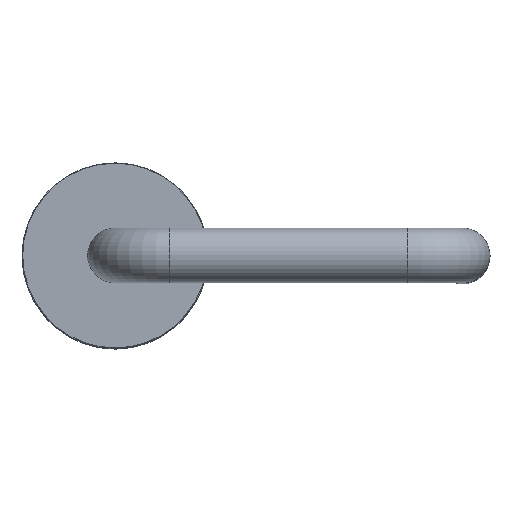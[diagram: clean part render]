
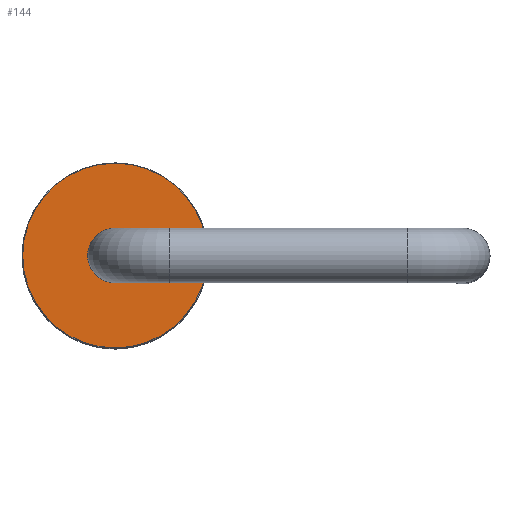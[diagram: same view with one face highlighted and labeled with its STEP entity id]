
A CAD part, top view. The second image highlights one B-rep face of the part: STEP entity #144.
In plain terms, the highlighted planar face has unit normal (0, 0, 1).
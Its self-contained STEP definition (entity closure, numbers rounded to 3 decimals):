
#26=DIRECTION('',(0.,0.,1.));
#27=DIRECTION('',(1.,0.,0.));
#61=DIRECTION('',(0.,0.,-1.));
#77=DIRECTION('',(1.,0.,0.));
#81=CARTESIAN_POINT('',(1.35,0.,5.7));
#87=AXIS2_PLACEMENT_3D('',#88,#61,#77);
#88=CARTESIAN_POINT('',(0.,0.,5.7));
#138=VERTEX_POINT('',#81);
#140=EDGE_CURVE('',#138,#138,#141,.T.);
#141=CIRCLE('',#87,1.35);
#144=ADVANCED_FACE('',(#145,#148),#157,.F.);
#145=FACE_BOUND('',#146,.T.);
#146=EDGE_LOOP('',(#147));
#147=ORIENTED_EDGE('',*,*,#140,.F.);
#148=FACE_BOUND('',#149,.T.);
#149=EDGE_LOOP('',(#150));
#150=ORIENTED_EDGE('',*,*,#151,.F.);
#151=EDGE_CURVE('',#152,#152,#154,.T.);
#152=VERTEX_POINT('',#153);
#153=CARTESIAN_POINT('',(0.4,0.,5.7));
#154=CIRCLE('',#155,0.4);
#155=AXIS2_PLACEMENT_3D('',#156,#26,#27);
#156=CARTESIAN_POINT('',(0.,0.,5.7));
#157=PLANE('',#87);
